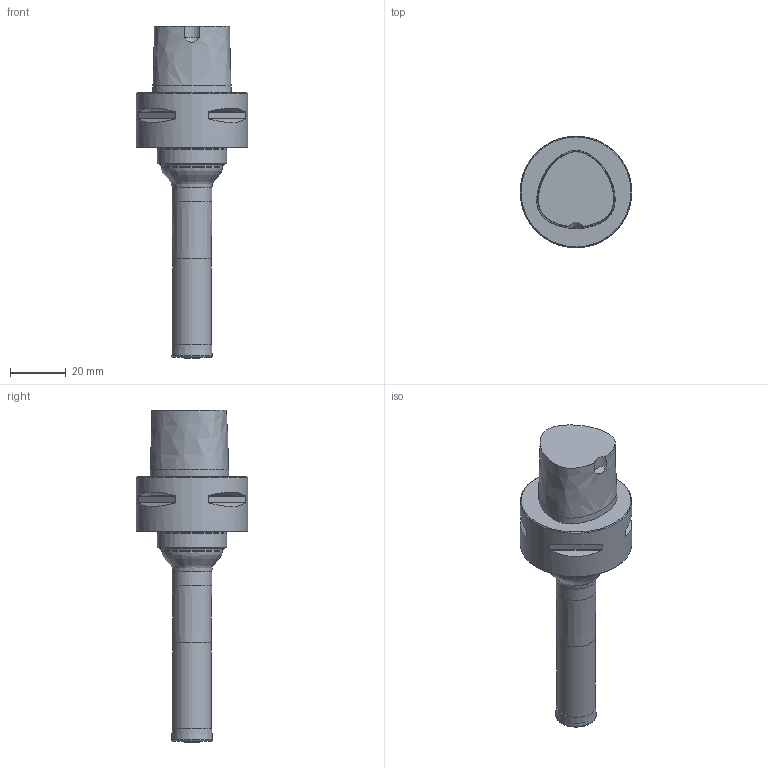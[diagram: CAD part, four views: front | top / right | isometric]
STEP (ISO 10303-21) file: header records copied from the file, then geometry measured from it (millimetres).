
FILE_DESCRIPTION(/* description */ ('3-D model version:1'),/* implementation_level */ '2;1');
FILE_NAME(/* name */ '880-D1450C4-04',/* time_stamp */ '2016-01-26T12:43:29+01:00',/* author */ ('CappDp'),/* organization */ ('AB Sandvik Coromant'),/* preprocessor_version */ 'ST-DEVELOPER v15',/* originating_system */ 'SIEMENS PLM Software NX 8.5',/* authorisation */ '');
FILE_SCHEMA (('AP203_CONFIGURATION_CONTROLLED_3D_DESIGN_OF_MECHANICAL_PARTS_AND_ASSEMBLIES_MIM_LF { 1 0 10303 403 2 1 2}'));
Length unit declared in the file: millimetre
Products named in the file (1): 9455_1_3D
Bounding box: 40 x 40 x 119 mm (x, y, z)
Volume: 53389.8 mm3; surface area: 11179.3 mm2
Topology: 2 solids, 3 shells, 60 faces, 131 edges, 82 vertices
Faces by surface type: plane 19, cone 17, cylinder 15, torus 6, bspline 2, revolution 1
Full cylindrical faces by diameter (mm): 13.9 x1, 14.23 x1, 22 x1, 25 x2, 40 x1
Entity records: 2609 total; most frequent: CARTESIAN_POINT 1397, DIRECTION 227, ORIENTED_EDGE 178, AXIS2_PLACEMENT_3D 101, EDGE_LOOP 98, EDGE_CURVE 89, FACE_BOUND 76, VERTEX_POINT 73
